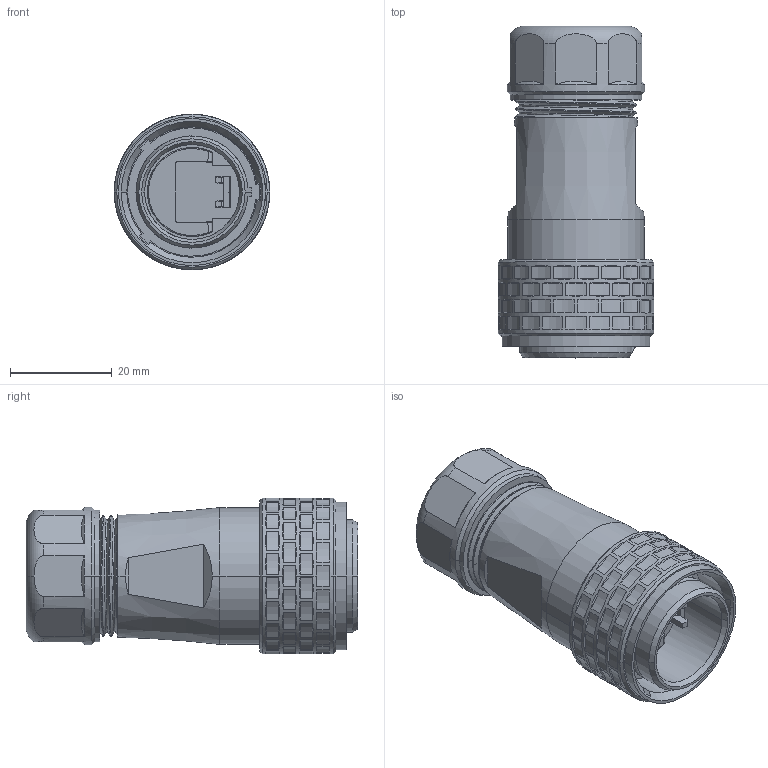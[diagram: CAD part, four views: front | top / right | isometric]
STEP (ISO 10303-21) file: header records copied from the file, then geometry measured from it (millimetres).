
FILE_DESCRIPTION((''),'2;1');
FILE_NAME('0_3D-SA2410-PRJ45','2025-07-10T17:05:50',('Administrator'),(''),'CREO PARAMETRIC BY PTC INC, 2018050','CREO PARAMETRIC BY PTC INC, 2018050','');
FILE_SCHEMA(('CONFIG_CONTROL_DESIGN'));
Length unit declared in the file: millimetre
Products named in the file (1): 0_3D-SA2410-PRJ45
Bounding box: 30.5 x 65.1 x 30.5 mm (x, y, z)
Volume: 31780.9 mm3; surface area: 9727.3 mm2
Topology: 1 solids, 1 shells, 430 faces, 1009 edges, 665 vertices
Faces by surface type: cone 186, cylinder 133, plane 83, bspline 22, torus 6
Entity records: 16120 total; most frequent: CARTESIAN_POINT 6535, ORIENTED_EDGE 2014, DIRECTION 1832, EDGE_CURVE 1007, AXIS2_PLACEMENT_3D 712, VERTEX_POINT 665, EDGE_LOOP 518, FACE_OUTER_BOUND 430
